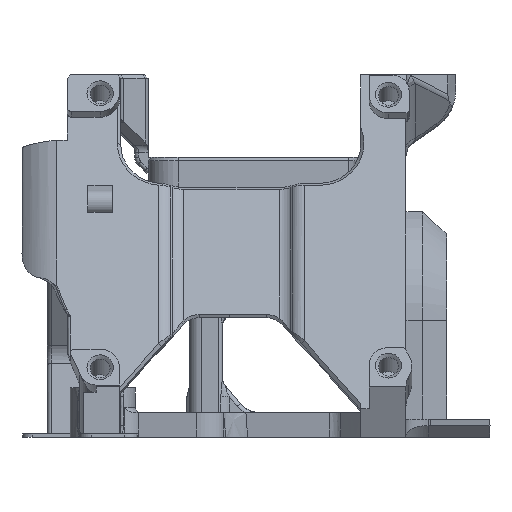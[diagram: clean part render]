
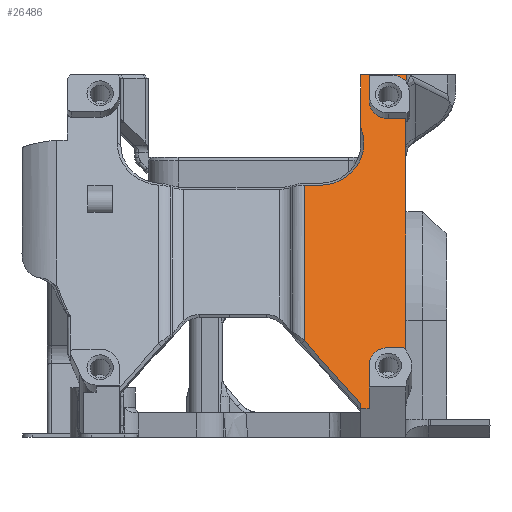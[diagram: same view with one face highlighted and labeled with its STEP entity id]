
A CAD part, left-side view. The second image highlights one B-rep face of the part: STEP entity #26486.
In plain terms, the highlighted planar face has unit normal (-0.94, 0, 0.342).
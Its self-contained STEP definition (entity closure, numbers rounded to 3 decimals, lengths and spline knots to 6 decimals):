
#1507=LINE('',#46237,#3217);
#1514=LINE('',#46334,#3224);
#1515=LINE('',#46336,#3225);
#1518=LINE('',#46344,#3228);
#1520=LINE('',#46348,#3230);
#1693=LINE('',#48691,#3403);
#1694=LINE('',#48692,#3404);
#1746=LINE('',#49173,#3456);
#1834=LINE('',#49811,#3544);
#1846=LINE('',#49846,#3556);
#1847=LINE('',#49848,#3557);
#1848=LINE('',#49849,#3558);
#1849=LINE('',#49850,#3559);
#1850=LINE('',#49852,#3560);
#3217=VECTOR('',#31834,1.);
#3224=VECTOR('',#31853,1.);
#3225=VECTOR('',#31856,1.);
#3228=VECTOR('',#31865,1.);
#3230=VECTOR('',#31869,1.);
#3403=VECTOR('',#32576,1.);
#3404=VECTOR('',#32577,1.);
#3456=VECTOR('',#32837,1.);
#3544=VECTOR('',#33117,1.);
#3556=VECTOR('',#33143,1.);
#3557=VECTOR('',#33146,1.);
#3558=VECTOR('',#33147,1.);
#3559=VECTOR('',#33148,1.);
#3560=VECTOR('',#33149,1.);
#5094=B_SPLINE_CURVE_WITH_KNOTS('',3,(#46316,#46317,#46318,#46319),
 .UNSPECIFIED.,.F.,.F.,(4,4),(-0.000025,0.000759),
 .UNSPECIFIED.);
#9754=ORIENTED_EDGE('',*,*,#15963,.F.);
#9755=ORIENTED_EDGE('',*,*,#15523,.F.);
#9756=ORIENTED_EDGE('',*,*,#15521,.T.);
#9757=ORIENTED_EDGE('',*,*,#15519,.T.);
#9758=ORIENTED_EDGE('',*,*,#15518,.T.);
#9759=ORIENTED_EDGE('',*,*,#15515,.T.);
#9760=ORIENTED_EDGE('',*,*,#15962,.T.);
#9761=ORIENTED_EDGE('',*,*,#15512,.F.);
#9762=ORIENTED_EDGE('',*,*,#16249,.F.);
#9763=ORIENTED_EDGE('',*,*,#16266,.T.);
#9764=ORIENTED_EDGE('',*,*,#16253,.T.);
#9765=ORIENTED_EDGE('',*,*,#16267,.F.);
#9766=ORIENTED_EDGE('',*,*,#16089,.F.);
#9767=ORIENTED_EDGE('',*,*,#16265,.F.);
#9768=ORIENTED_EDGE('',*,*,#16268,.F.);
#9769=ORIENTED_EDGE('',*,*,#16269,.T.);
#9770=ORIENTED_EDGE('',*,*,#15525,.T.);
#9771=ORIENTED_EDGE('',*,*,#15510,.T.);
#9772=ORIENTED_EDGE('',*,*,#15505,.F.);
#9773=ORIENTED_EDGE('',*,*,#15501,.T.);
#9774=ORIENTED_EDGE('',*,*,#15570,.F.);
#15501=EDGE_CURVE('',#19149,#19150,#21161,.T.);
#15505=EDGE_CURVE('',#19149,#19153,#1507,.T.);
#15510=EDGE_CURVE('',#19155,#19153,#21164,.T.);
#15512=EDGE_CURVE('',#19157,#19158,#5094,.T.);
#15515=EDGE_CURVE('',#19160,#19159,#21165,.T.);
#15518=EDGE_CURVE('',#19161,#19160,#1514,.T.);
#15519=EDGE_CURVE('',#19162,#19161,#1515,.T.);
#15521=EDGE_CURVE('',#19163,#19162,#21166,.T.);
#15523=EDGE_CURVE('',#19163,#19164,#1518,.T.);
#15525=EDGE_CURVE('',#19165,#19155,#1520,.T.);
#15570=EDGE_CURVE('',#19195,#19150,#21178,.T.);
#15962=EDGE_CURVE('',#19159,#19158,#1693,.T.);
#15963=EDGE_CURVE('',#19164,#19195,#1694,.T.);
#16089=EDGE_CURVE('',#19148,#19500,#1746,.T.);
#16249=EDGE_CURVE('',#19596,#19157,#1834,.T.);
#16253=EDGE_CURVE('',#19601,#19600,#21365,.T.);
#16265=EDGE_CURVE('',#19609,#19148,#1846,.T.);
#16266=EDGE_CURVE('',#19596,#19601,#1847,.T.);
#16267=EDGE_CURVE('',#19500,#19600,#1848,.T.);
#16268=EDGE_CURVE('',#19610,#19609,#1849,.T.);
#16269=EDGE_CURVE('',#19610,#19165,#1850,.T.);
#19148=VERTEX_POINT('',#46211);
#19149=VERTEX_POINT('',#46229);
#19150=VERTEX_POINT('',#46230);
#19153=VERTEX_POINT('',#46238);
#19155=VERTEX_POINT('',#46244);
#19157=VERTEX_POINT('',#46315);
#19158=VERTEX_POINT('',#46320);
#19159=VERTEX_POINT('',#46327);
#19160=VERTEX_POINT('',#46329);
#19161=VERTEX_POINT('',#46333);
#19162=VERTEX_POINT('',#46337);
#19163=VERTEX_POINT('',#46341);
#19164=VERTEX_POINT('',#46345);
#19165=VERTEX_POINT('',#46349);
#19195=VERTEX_POINT('',#46440);
#19500=VERTEX_POINT('',#49174);
#19596=VERTEX_POINT('',#49809);
#19600=VERTEX_POINT('',#49818);
#19601=VERTEX_POINT('',#49820);
#19609=VERTEX_POINT('',#49845);
#19610=VERTEX_POINT('',#49851);
#21161=CIRCLE('',#28087,0.0005);
#21164=CIRCLE('',#28092,0.00235);
#21165=CIRCLE('',#28094,0.002);
#21166=CIRCLE('',#28098,0.00235);
#21178=CIRCLE('',#28134,0.002536);
#21365=CIRCLE('',#28570,0.0054);
#22678=EDGE_LOOP('',(#9754,#9755,#9756,#9757,#9758,#9759,#9760,#9761,#9762,
#9763,#9764,#9765,#9766,#9767,#9768,#9769,#9770,#9771,#9772,#9773,#9774));
#24362=FACE_BOUND('',#22678,.T.);
#25393=PLANE('',#28575);
#26486=ADVANCED_FACE('',(#24362),#25393,.T.);
#28087=AXIS2_PLACEMENT_3D('',#46228,#31826,#31827);
#28092=AXIS2_PLACEMENT_3D('',#46247,#31842,#31843);
#28094=AXIS2_PLACEMENT_3D('',#46328,#31847,#31848);
#28098=AXIS2_PLACEMENT_3D('',#46340,#31860,#31861);
#28134=AXIS2_PLACEMENT_3D('',#46441,#31964,#31965);
#28570=AXIS2_PLACEMENT_3D('',#49819,#33124,#33125);
#28575=AXIS2_PLACEMENT_3D('',#49847,#33144,#33145);
#31826=DIRECTION('',(0.94,0.,-0.342));
#31827=DIRECTION('',(0.342,0.,0.94));
#31834=DIRECTION('',(0.,1.,0.));
#31842=DIRECTION('',(0.94,0.,-0.342));
#31843=DIRECTION('',(0.342,0.,0.94));
#31847=DIRECTION('',(0.94,0.,-0.342));
#31848=DIRECTION('',(0.342,0.,0.94));
#31853=DIRECTION('',(0.,-1.,0.));
#31856=DIRECTION('',(0.342,0.,0.94));
#31860=DIRECTION('',(0.94,0.,-0.342));
#31861=DIRECTION('',(0.342,0.,0.94));
#31865=DIRECTION('',(0.,-1.,0.));
#31869=DIRECTION('',(0.342,0.,0.94));
#31964=DIRECTION('',(0.94,0.,-0.342));
#31965=DIRECTION('',(0.342,0.,0.94));
#32576=DIRECTION('',(0.342,0.,0.94));
#32577=DIRECTION('',(-0.342,0.,-0.94));
#32837=DIRECTION('',(0.342,0.,0.94));
#33117=DIRECTION('',(0.,-1.,0.));
#33124=DIRECTION('',(0.94,0.,-0.342));
#33125=DIRECTION('',(0.342,0.,0.94));
#33143=DIRECTION('',(0.262,0.643,0.72));
#33144=DIRECTION('',(-0.94,0.,0.342));
#33145=DIRECTION('',(-0.342,0.,-0.94));
#33146=DIRECTION('',(-0.342,0.,-0.94));
#33147=DIRECTION('',(0.,-1.,0.));
#33148=DIRECTION('',(0.342,0.,0.94));
#33149=DIRECTION('',(0.,-1.,0.));
#46211=CARTESIAN_POINT('',(-0.141708,0.018828,0.011704));
#46228=CARTESIAN_POINT('',(-0.14243,0.007,0.009722));
#46229=CARTESIAN_POINT('',(-0.142259,0.007,0.010192));
#46230=CARTESIAN_POINT('',(-0.142361,0.006543,0.009912));
#46237=CARTESIAN_POINT('',(-0.142259,0.006125,0.010192));
#46238=CARTESIAN_POINT('',(-0.142259,0.008625,0.010192));
#46244=CARTESIAN_POINT('',(-0.143062,0.010975,0.007983));
#46247=CARTESIAN_POINT('',(-0.143062,0.008625,0.007983));
#46315=CARTESIAN_POINT('',(-0.129953,0.006465,0.044));
#46316=CARTESIAN_POINT('',(-0.129953,0.006465,0.044));
#46317=CARTESIAN_POINT('',(-0.130043,0.006481,0.043755));
#46318=CARTESIAN_POINT('',(-0.130132,0.006499,0.04351));
#46319=CARTESIAN_POINT('',(-0.130221,0.0065,0.043264));
#46320=CARTESIAN_POINT('',(-0.130221,0.0065,0.043264));
#46327=CARTESIAN_POINT('',(-0.130522,0.0065,0.042438));
#46328=CARTESIAN_POINT('',(-0.130921,0.008125,0.041342));
#46329=CARTESIAN_POINT('',(-0.130237,0.008125,0.043222));
#46333=CARTESIAN_POINT('',(-0.130237,0.010975,0.043222));
#46334=CARTESIAN_POINT('',(-0.130237,0.006125,0.043222));
#46336=CARTESIAN_POINT('',(-0.12364,0.010975,0.061346));
#46337=CARTESIAN_POINT('',(-0.131092,0.010975,0.040873));
#46340=CARTESIAN_POINT('',(-0.131092,0.008625,0.040873));
#46341=CARTESIAN_POINT('',(-0.131895,0.008625,0.038664));
#46344=CARTESIAN_POINT('',(-0.131895,0.006125,0.038664));
#46345=CARTESIAN_POINT('',(-0.131895,0.0065,0.038664));
#46348=CARTESIAN_POINT('',(-0.12364,0.010975,0.061346));
#46349=CARTESIAN_POINT('',(-0.144704,0.010975,0.003473));
#46440=CARTESIAN_POINT('',(-0.142392,0.0065,0.009826));
#46441=CARTESIAN_POINT('',(-0.14201,0.004223,0.010875));
#48691=CARTESIAN_POINT('',(-0.143233,0.0065,0.007513));
#48692=CARTESIAN_POINT('',(-0.136618,0.0065,0.025688));
#49173=CARTESIAN_POINT('',(-0.14325,0.018828,0.007468));
#49174=CARTESIAN_POINT('',(-0.134836,0.018828,0.030585));
#49809=CARTESIAN_POINT('',(-0.129953,0.012,0.044));
#49811=CARTESIAN_POINT('',(-0.129953,0.004696,0.044));
#49818=CARTESIAN_POINT('',(-0.134836,0.017,0.030585));
#49819=CARTESIAN_POINT('',(-0.132989,0.017,0.035659));
#49820=CARTESIAN_POINT('',(-0.132292,0.012,0.037576));
#49845=CARTESIAN_POINT('',(-0.144491,0.012,0.004057));
#49846=CARTESIAN_POINT('',(-0.140731,0.021225,0.014388));
#49847=CARTESIAN_POINT('',(-0.143233,0.043625,0.007513));
#49848=CARTESIAN_POINT('',(-0.143233,0.012,0.007513));
#49849=CARTESIAN_POINT('',(-0.134836,0.027711,0.030585));
#49850=CARTESIAN_POINT('',(-0.139529,0.012,0.017691));
#49851=CARTESIAN_POINT('',(-0.144704,0.012,0.003473));
#49852=CARTESIAN_POINT('',(-0.144704,0.026125,0.003473));
